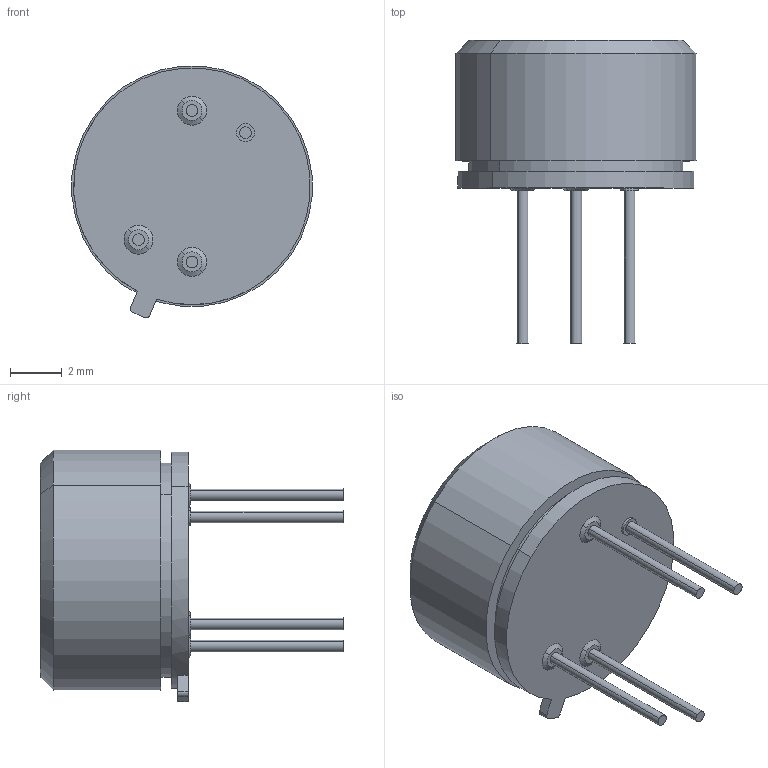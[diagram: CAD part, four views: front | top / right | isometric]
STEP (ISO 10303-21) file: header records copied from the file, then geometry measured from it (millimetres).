
FILE_DESCRIPTION(('CAx-IF Rec.Pracs.---Model Styling and Organization---1.5---2016-08-15','CAx-IF Rec.Pracs.---Geometric and Assembly Validation Properties---4.4---2016-08-17','CAx-IF Rec.Pracs.---User Defined Attributes---1.5---2016-08-15','CAx-IF Rec.Pracs.---External References---2.1---2005-01-19'),'2;1');
FILE_NAME('20584801.step','2025-10-09T22:29:41',('Unspecified'),('Unspecified'),'CAD Exchanger 3.10.2 (cadexchanger.com)','Unspecified','');
FILE_SCHEMA(('AUTOMOTIVE_DESIGN { 1 0 10303 214 1 1 1 1 }'));
Length unit declared in the file: millimetre
Products named in the file (1): MLX90642ESF-BCA-000-SP
Bounding box: 9.26 x 11.7 x 9.71 mm (x, y, z)
Volume: 370.3 mm3; surface area: 590.2 mm2
Topology: 9 solids, 9 shells, 60 faces, 115 edges, 76 vertices
Faces by surface type: cylinder 27, plane 25, cone 8
Entity records: 1640 total; most frequent: DIRECTION 307, CARTESIAN_POINT 252, ORIENTED_EDGE 230, AXIS2_PLACEMENT_3D 131, EDGE_CURVE 115, VERTEX_POINT 76, CIRCLE 70, FACE_BOUND 69
